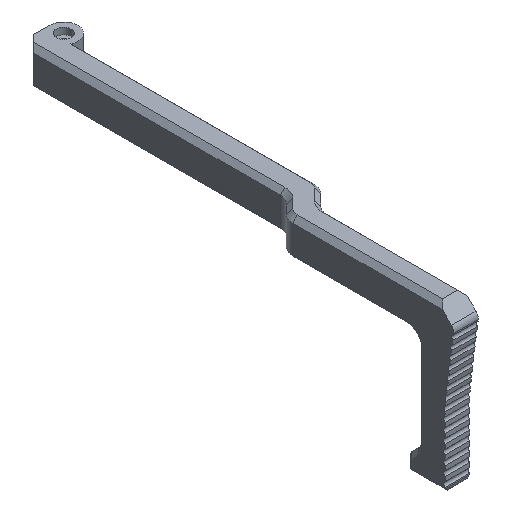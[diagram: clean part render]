
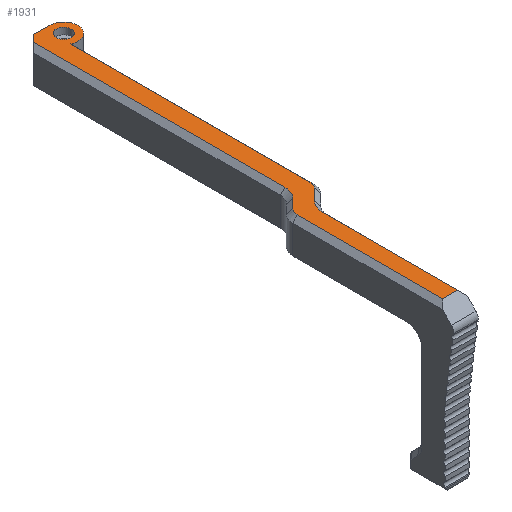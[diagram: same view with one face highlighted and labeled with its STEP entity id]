
A CAD part, isometric view. The second image highlights one B-rep face of the part: STEP entity #1931.
In plain terms, the highlighted planar face has unit normal (0, 0, 1).
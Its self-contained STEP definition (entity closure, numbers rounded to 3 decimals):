
#16=FACE_BOUND('',#319,.T.);
#51=CIRCLE('',#2057,5.5);
#54=CIRCLE('',#2062,10.5);
#73=CIRCLE('',#2090,10.5);
#76=CIRCLE('',#2095,5.5);
#95=CIRCLE('',#2121,7.401);
#96=CIRCLE('',#2122,4.);
#207=FACE_OUTER_BOUND('',#318,.T.);
#318=EDGE_LOOP('',(#1584,#1585,#1586,#1587,#1588,#1589,#1590,#1591,#1592,
#1593,#1594,#1595,#1596,#1597));
#319=EDGE_LOOP('',(#1598));
#451=LINE('',#3127,#644);
#455=LINE('',#3139,#648);
#461=LINE('',#3154,#654);
#484=LINE('',#3236,#677);
#491=LINE('',#3250,#684);
#494=LINE('',#3261,#687);
#497=LINE('',#3270,#690);
#518=LINE('',#3349,#711);
#519=LINE('',#3350,#712);
#644=VECTOR('',#2385,10.);
#648=VECTOR('',#2397,10.);
#654=VECTOR('',#2411,10.);
#677=VECTOR('',#2482,10.);
#684=VECTOR('',#2491,10.);
#687=VECTOR('',#2502,10.);
#690=VECTOR('',#2513,10.);
#711=VECTOR('',#2584,10.);
#712=VECTOR('',#2585,10.);
#846=VERTEX_POINT('',#3124);
#847=VERTEX_POINT('',#3126);
#849=VERTEX_POINT('',#3132);
#851=VERTEX_POINT('',#3138);
#853=VERTEX_POINT('',#3144);
#855=VERTEX_POINT('',#3150);
#891=VERTEX_POINT('',#3235);
#894=VERTEX_POINT('',#3243);
#897=VERTEX_POINT('',#3248);
#899=VERTEX_POINT('',#3253);
#901=VERTEX_POINT('',#3259);
#903=VERTEX_POINT('',#3266);
#935=VERTEX_POINT('',#3346);
#936=VERTEX_POINT('',#3348);
#937=VERTEX_POINT('',#3351);
#1064=EDGE_CURVE('',#846,#847,#451,.T.);
#1067=EDGE_CURVE('',#847,#849,#51,.T.);
#1070=EDGE_CURVE('',#849,#851,#455,.T.);
#1075=EDGE_CURVE('',#851,#853,#54,.T.);
#1078=EDGE_CURVE('',#853,#855,#461,.T.);
#1119=EDGE_CURVE('',#855,#891,#484,.T.);
#1126=EDGE_CURVE('',#897,#894,#491,.T.);
#1128=EDGE_CURVE('',#899,#897,#73,.T.);
#1131=EDGE_CURVE('',#901,#899,#494,.T.);
#1135=EDGE_CURVE('',#903,#901,#76,.T.);
#1136=EDGE_CURVE('',#891,#903,#497,.T.);
#1175=EDGE_CURVE('',#846,#935,#95,.F.);
#1176=EDGE_CURVE('',#935,#936,#518,.F.);
#1177=EDGE_CURVE('',#894,#936,#519,.T.);
#1178=EDGE_CURVE('',#937,#937,#96,.T.);
#1584=ORIENTED_EDGE('',*,*,#1175,.T.);
#1585=ORIENTED_EDGE('',*,*,#1176,.T.);
#1586=ORIENTED_EDGE('',*,*,#1177,.F.);
#1587=ORIENTED_EDGE('',*,*,#1126,.F.);
#1588=ORIENTED_EDGE('',*,*,#1128,.F.);
#1589=ORIENTED_EDGE('',*,*,#1131,.F.);
#1590=ORIENTED_EDGE('',*,*,#1135,.F.);
#1591=ORIENTED_EDGE('',*,*,#1136,.F.);
#1592=ORIENTED_EDGE('',*,*,#1119,.F.);
#1593=ORIENTED_EDGE('',*,*,#1078,.F.);
#1594=ORIENTED_EDGE('',*,*,#1075,.F.);
#1595=ORIENTED_EDGE('',*,*,#1070,.F.);
#1596=ORIENTED_EDGE('',*,*,#1067,.F.);
#1597=ORIENTED_EDGE('',*,*,#1064,.F.);
#1598=ORIENTED_EDGE('',*,*,#1178,.T.);
#1845=PLANE('',#2120);
#1931=ADVANCED_FACE('',(#207,#16),#1845,.T.);
#2057=AXIS2_PLACEMENT_3D('',#3133,#2390,#2391);
#2062=AXIS2_PLACEMENT_3D('',#3148,#2405,#2406);
#2090=AXIS2_PLACEMENT_3D('',#3255,#2495,#2496);
#2095=AXIS2_PLACEMENT_3D('',#3268,#2509,#2510);
#2120=AXIS2_PLACEMENT_3D('',#3345,#2580,#2581);
#2121=AXIS2_PLACEMENT_3D('',#3347,#2582,#2583);
#2122=AXIS2_PLACEMENT_3D('',#3352,#2586,#2587);
#2385=DIRECTION('',(0.,-1.,0.));
#2390=DIRECTION('center_axis',(0.,0.,
-1.));
#2391=DIRECTION('ref_axis',(0.924,-0.383,0.));
#2397=DIRECTION('',(-0.707,-0.707,0.));
#2405=DIRECTION('center_axis',(0.,0.,
1.));
#2406=DIRECTION('ref_axis',(-0.924,0.383,0.));
#2411=DIRECTION('',(0.,-1.,0.));
#2482=DIRECTION('',(-1.,0.,0.));
#2491=DIRECTION('',(0.,1.,0.));
#2495=DIRECTION('center_axis',(0.,0.,
1.));
#2496=DIRECTION('ref_axis',(0.924,-0.383,0.));
#2502=DIRECTION('',(0.707,0.707,0.));
#2509=DIRECTION('center_axis',(0.,0.,
-1.));
#2510=DIRECTION('ref_axis',(-0.924,0.383,0.));
#2513=DIRECTION('',(0.,1.,0.));
#2580=DIRECTION('center_axis',(0.,0.,
1.));
#2581=DIRECTION('ref_axis',(-1.,0.,0.));
#2582=DIRECTION('center_axis',(0.,0.,
-1.));
#2583=DIRECTION('ref_axis',(1.,0.,0.));
#2584=DIRECTION('',(1.,0.,0.));
#2585=DIRECTION('',(0.707,0.707,0.));
#2586=DIRECTION('center_axis',(0.,0.,
-1.));
#2587=DIRECTION('ref_axis',(1.,0.,0.));
#3124=CARTESIAN_POINT('',(-13.261,87.782,48.762));
#3126=CARTESIAN_POINT('',(-13.261,-39.281,48.762));
#3127=CARTESIAN_POINT('',(-13.261,90.871,48.762));
#3132=CARTESIAN_POINT('',(-14.872,-43.17,48.762));
#3133=CARTESIAN_POINT('Origin',(-18.761,-39.281,48.762));
#3138=CARTESIAN_POINT('',(-20.688,-48.986,48.762));
#3139=CARTESIAN_POINT('',(1.938,-26.36,48.762));
#3144=CARTESIAN_POINT('',(-23.763,-56.41,48.762));
#3148=CARTESIAN_POINT('Origin',(-13.263,-56.41,48.762));
#3150=CARTESIAN_POINT('',(-23.763,-128.19,48.762));
#3154=CARTESIAN_POINT('',(-23.763,-25.341,48.762));
#3235=CARTESIAN_POINT('',(-31.763,-128.19,48.762));
#3236=CARTESIAN_POINT('',(-23.511,-128.19,48.762));
#3243=CARTESIAN_POINT('',(-22.261,98.449,48.762));
#3248=CARTESIAN_POINT('',(-22.261,-34.896,48.762));
#3250=CARTESIAN_POINT('',(-22.261,34.773,48.762));
#3253=CARTESIAN_POINT('',(-25.336,-42.321,48.762));
#3255=CARTESIAN_POINT('Origin',(-32.761,-34.896,48.762));
#3259=CARTESIAN_POINT('',(-30.152,-47.136,48.762));
#3261=CARTESIAN_POINT('',(-2.975,-19.96,48.762));
#3266=CARTESIAN_POINT('',(-31.763,-51.026,48.762));
#3268=CARTESIAN_POINT('Origin',(-26.263,-51.026,48.762));
#3270=CARTESIAN_POINT('',(-31.763,87.488,48.762));
#3345=CARTESIAN_POINT('Origin',(-22.979,94.578,48.762));
#3346=CARTESIAN_POINT('',(-10.261,101.949,48.762));
#3347=CARTESIAN_POINT('Origin',(-10.261,94.548,48.762));
#3348=CARTESIAN_POINT('',(-18.761,101.949,48.762));
#3349=CARTESIAN_POINT('',(-20.663,101.949,48.762));
#3350=CARTESIAN_POINT('',(-23.158,97.552,48.762));
#3351=CARTESIAN_POINT('',(-10.261,90.548,48.762));
#3352=CARTESIAN_POINT('Origin',(-10.261,94.548,48.762));
